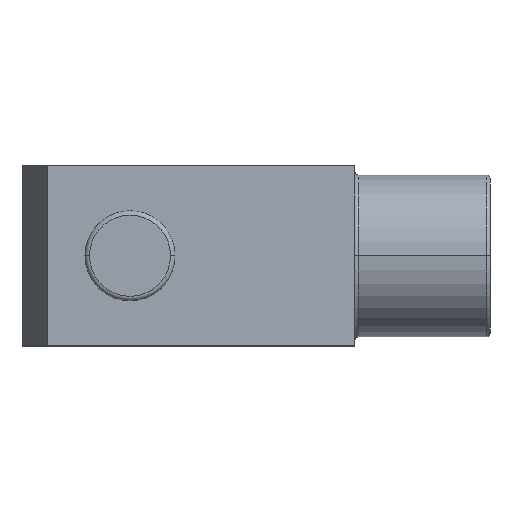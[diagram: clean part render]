
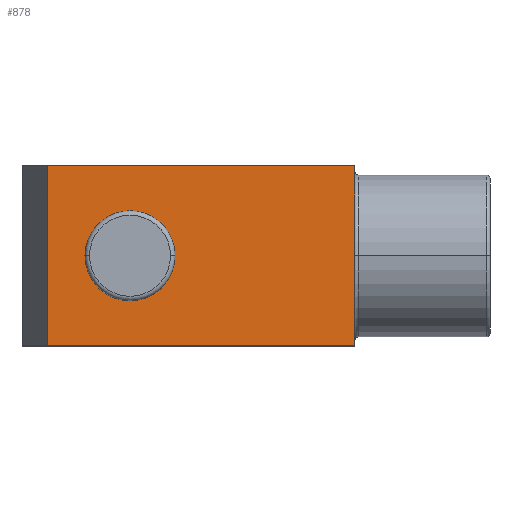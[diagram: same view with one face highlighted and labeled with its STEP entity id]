
A CAD part, top view. The second image highlights one B-rep face of the part: STEP entity #878.
In plain terms, the highlighted planar face has unit normal (0, 0, 1).
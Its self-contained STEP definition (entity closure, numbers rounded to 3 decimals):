
#405=CARTESIAN_POINT('',(-5.,0.,10.));
#406=VERTEX_POINT('',#405);
#424=CARTESIAN_POINT('',(5.,-0.,10.));
#425=VERTEX_POINT('',#424);
#432=CARTESIAN_POINT('',(0.,0.,10.));
#433=DIRECTION('',(0.,0.,1.));
#434=DIRECTION('',(-1.,0.,0.));
#435=AXIS2_PLACEMENT_3D('',#432,#433,#434);
#436=CIRCLE('',#435,5.);
#437=EDGE_CURVE('',#425,#406,#436,.T.);
#723=CARTESIAN_POINT('',(-9.113,10.,10.));
#724=VERTEX_POINT('',#723);
#731=CARTESIAN_POINT('',(25.,10.,10.));
#732=VERTEX_POINT('',#731);
#733=CARTESIAN_POINT('',(-9.113,10.,10.));
#734=DIRECTION('',(1.,0.,-0.));
#735=VECTOR('',#734,34.113);
#736=LINE('',#733,#735);
#737=EDGE_CURVE('',#724,#732,#736,.T.);
#770=CARTESIAN_POINT('',(25.,-10.,10.));
#771=VERTEX_POINT('',#770);
#778=CARTESIAN_POINT('',(-9.113,-10.,10.));
#779=VERTEX_POINT('',#778);
#780=CARTESIAN_POINT('',(-9.113,-10.,10.));
#781=DIRECTION('',(1.,0.,-0.));
#782=VECTOR('',#781,34.113);
#783=LINE('',#780,#782);
#784=EDGE_CURVE('',#779,#771,#783,.T.);
#843=CARTESIAN_POINT('',(25.,10.,10.));
#844=DIRECTION('',(0.,-1.,0.));
#845=VECTOR('',#844,20.);
#846=LINE('',#843,#845);
#847=EDGE_CURVE('',#732,#771,#846,.T.);
#852=CARTESIAN_POINT('',(-9.113,10.,10.));
#853=DIRECTION('',(0.,0.,-1.));
#854=DIRECTION('',(-1.,0.,0.));
#855=AXIS2_PLACEMENT_3D('',#852,#853,#854);
#856=PLANE('',#855);
#857=ORIENTED_EDGE('',*,*,#437,.F.);
#858=CARTESIAN_POINT('',(0.,0.,10.));
#859=DIRECTION('',(0.,0.,1.));
#860=DIRECTION('',(-1.,0.,0.));
#861=AXIS2_PLACEMENT_3D('',#858,#859,#860);
#862=CIRCLE('',#861,5.);
#863=EDGE_CURVE('',#406,#425,#862,.T.);
#864=ORIENTED_EDGE('',*,*,#863,.F.);
#865=EDGE_LOOP('',(#857,#864));
#866=FACE_BOUND('',#865,.T.);
#867=ORIENTED_EDGE('',*,*,#784,.T.);
#868=ORIENTED_EDGE('',*,*,#847,.F.);
#869=ORIENTED_EDGE('',*,*,#737,.F.);
#870=CARTESIAN_POINT('',(-9.113,10.,10.));
#871=DIRECTION('',(0.,-1.,0.));
#872=VECTOR('',#871,20.);
#873=LINE('',#870,#872);
#874=EDGE_CURVE('',#724,#779,#873,.T.);
#875=ORIENTED_EDGE('',*,*,#874,.T.);
#876=EDGE_LOOP('',(#867,#868,#869,#875));
#877=FACE_BOUND('',#876,.T.);
#878=ADVANCED_FACE('',(#866,#877),#856,.F.);
